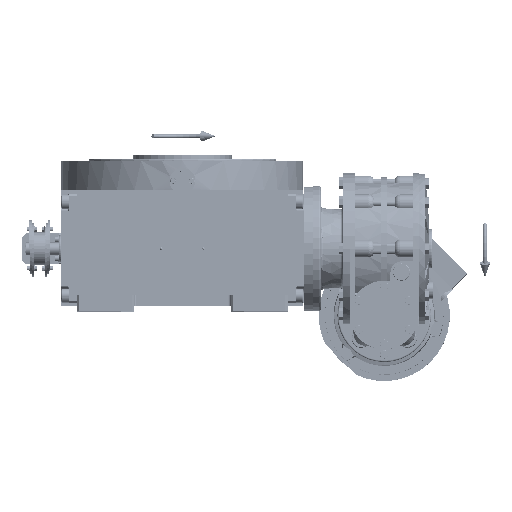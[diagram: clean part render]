
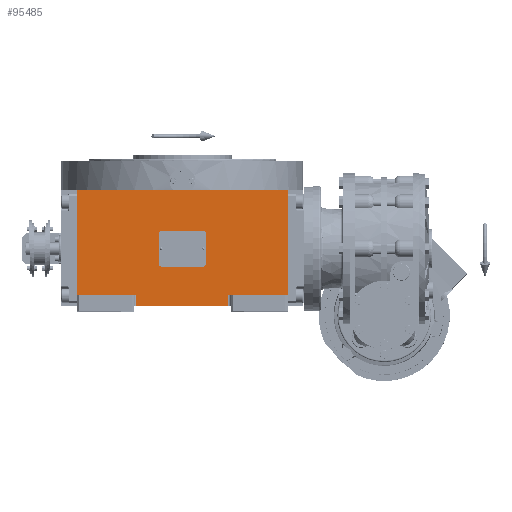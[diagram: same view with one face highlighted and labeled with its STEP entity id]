
A CAD part, top view. The second image highlights one B-rep face of the part: STEP entity #95485.
In plain terms, the highlighted planar face has unit normal (0, 0, 1).
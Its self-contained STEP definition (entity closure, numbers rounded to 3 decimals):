
#4079 = DIRECTION ( 'NONE',  ( 1., 0., 0. ) ) ;
#5127 = VERTEX_POINT ( 'NONE', #64107 ) ;
#5482 = VECTOR ( 'NONE', #79393, 1000. ) ;
#8426 = PLANE ( 'NONE',  #133252 ) ;
#12856 = EDGE_CURVE ( 'NONE', #168353, #52733, #33116, .T. ) ;
#15423 = DIRECTION ( 'NONE',  ( 1., 0., 0. ) ) ;
#15552 = CARTESIAN_POINT ( 'NONE',  ( -59., -73., 226. ) ) ;
#18229 = VECTOR ( 'NONE', #132650, 1000. ) ;
#19574 = VECTOR ( 'NONE', #22692, 1000. ) ;
#22254 = ORIENTED_EDGE ( 'NONE', *, *, #106191, .T. ) ;
#22692 = DIRECTION ( 'NONE',  ( 1., 0., 0. ) ) ;
#29155 = VECTOR ( 'NONE', #37271, 1000. ) ;
#33116 = LINE ( 'NONE', #164978, #19574 ) ;
#37271 = DIRECTION ( 'NONE',  ( 1., 0., 0. ) ) ;
#37944 = EDGE_CURVE ( 'NONE', #81848, #51967, #41313, .T. ) ;
#38506 = VERTEX_POINT ( 'NONE', #168945 ) ;
#39742 = VERTEX_POINT ( 'NONE', #66612 ) ;
#41313 = LINE ( 'NONE', #68022, #124077 ) ;
#44262 = LINE ( 'NONE', #146873, #139366 ) ;
#46675 = ORIENTED_EDGE ( 'NONE', *, *, #84070, .F. ) ;
#49584 = CARTESIAN_POINT ( 'NONE',  ( 135., -59., 226. ) ) ;
#51967 = VERTEX_POINT ( 'NONE', #83162 ) ;
#52733 = VERTEX_POINT ( 'NONE', #92054 ) ;
#53613 = LINE ( 'NONE', #102850, #29155 ) ;
#55369 = EDGE_CURVE ( 'NONE', #167773, #38506, #67079, .T. ) ;
#55899 = EDGE_CURVE ( 'NONE', #167773, #51967, #81109, .T. ) ;
#59313 = CARTESIAN_POINT ( 'NONE',  ( -135., 75., 226. ) ) ;
#59353 = FACE_OUTER_BOUND ( 'NONE', #87787, .T. ) ;
#61058 = CARTESIAN_POINT ( 'NONE',  ( -135., -73., 226. ) ) ;
#64107 = CARTESIAN_POINT ( 'NONE',  ( 59., -59., 226. ) ) ;
#66612 = CARTESIAN_POINT ( 'NONE',  ( 135., -59., 226. ) ) ;
#67079 = LINE ( 'NONE', #69642, #104628 ) ;
#68022 = CARTESIAN_POINT ( 'NONE',  ( -135., -59., 226. ) ) ;
#69642 = CARTESIAN_POINT ( 'NONE',  ( -59., -73., 226. ) ) ;
#79214 = LINE ( 'NONE', #144734, #18229 ) ;
#79393 = DIRECTION ( 'NONE',  ( 0., 1., 0. ) ) ;
#81109 = LINE ( 'NONE', #15552, #5482 ) ;
#81848 = VERTEX_POINT ( 'NONE', #170625 ) ;
#83162 = CARTESIAN_POINT ( 'NONE',  ( -59., -59., 226. ) ) ;
#84070 = EDGE_CURVE ( 'NONE', #5127, #38506, #79214, .T. ) ;
#87787 = EDGE_LOOP ( 'NONE', ( #138127, #46675, #151254, #22254, #144781, #158951, #97710, #117238 ) ) ;
#92054 = CARTESIAN_POINT ( 'NONE',  ( 135., 75., 226. ) ) ;
#95485 = ADVANCED_FACE ( 'NONE', ( #59353 ), #8426, .T. ) ;
#97710 = ORIENTED_EDGE ( 'NONE', *, *, #37944, .T. ) ;
#100737 = DIRECTION ( 'NONE',  ( 0., 0., 1. ) ) ;
#102850 = CARTESIAN_POINT ( 'NONE',  ( 59., -59., 226. ) ) ;
#104628 = VECTOR ( 'NONE', #4079, 1000. ) ;
#106191 = EDGE_CURVE ( 'NONE', #39742, #52733, #167659, .T. ) ;
#107269 = DIRECTION ( 'NONE',  ( 0., 1., 0. ) ) ;
#108573 = VECTOR ( 'NONE', #154769, 1000. ) ;
#115069 = CARTESIAN_POINT ( 'NONE',  ( -59., -73., 226. ) ) ;
#117238 = ORIENTED_EDGE ( 'NONE', *, *, #55899, .F. ) ;
#124077 = VECTOR ( 'NONE', #15423, 1000. ) ;
#125753 = EDGE_CURVE ( 'NONE', #5127, #39742, #53613, .T. ) ;
#132650 = DIRECTION ( 'NONE',  ( 0., -1., 0. ) ) ;
#133252 = AXIS2_PLACEMENT_3D ( 'NONE', #61058, #100737, #153277 ) ;
#138127 = ORIENTED_EDGE ( 'NONE', *, *, #55369, .T. ) ;
#139366 = VECTOR ( 'NONE', #107269, 1000. ) ;
#144734 = CARTESIAN_POINT ( 'NONE',  ( 59., -59., 226. ) ) ;
#144781 = ORIENTED_EDGE ( 'NONE', *, *, #12856, .F. ) ;
#146873 = CARTESIAN_POINT ( 'NONE',  ( -135., -59., 226. ) ) ;
#150115 = EDGE_CURVE ( 'NONE', #81848, #168353, #44262, .T. ) ;
#151254 = ORIENTED_EDGE ( 'NONE', *, *, #125753, .T. ) ;
#153277 = DIRECTION ( 'NONE',  ( 1., 0., 0. ) ) ;
#154769 = DIRECTION ( 'NONE',  ( 0., 1., 0. ) ) ;
#158951 = ORIENTED_EDGE ( 'NONE', *, *, #150115, .F. ) ;
#164978 = CARTESIAN_POINT ( 'NONE',  ( -135., 75., 226. ) ) ;
#167659 = LINE ( 'NONE', #49584, #108573 ) ;
#167773 = VERTEX_POINT ( 'NONE', #115069 ) ;
#168353 = VERTEX_POINT ( 'NONE', #59313 ) ;
#168945 = CARTESIAN_POINT ( 'NONE',  ( 59., -73., 226. ) ) ;
#170625 = CARTESIAN_POINT ( 'NONE',  ( -135., -59., 226. ) ) ;
